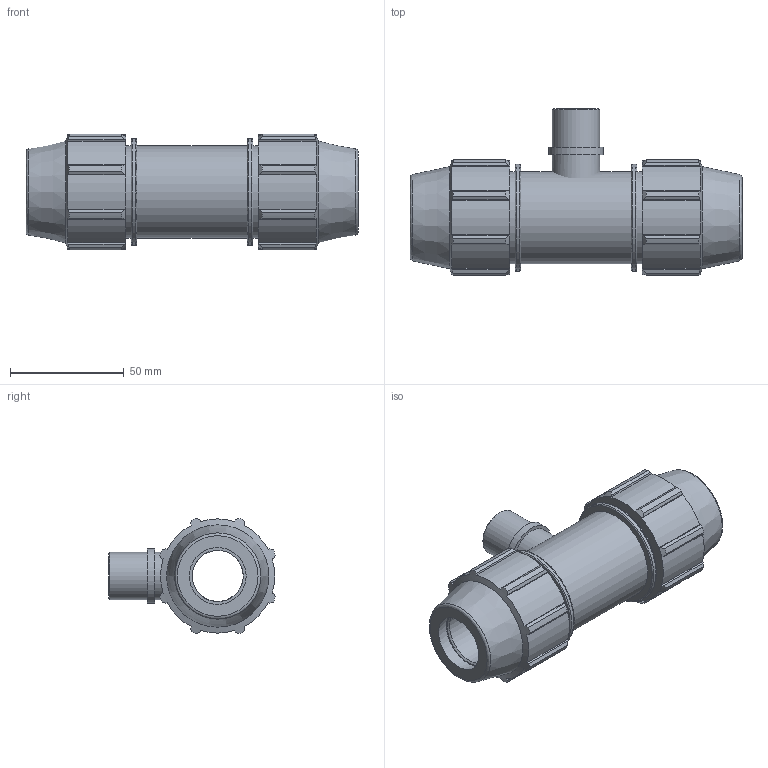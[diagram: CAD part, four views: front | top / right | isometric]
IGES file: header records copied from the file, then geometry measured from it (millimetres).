
Global section: file name: 078400025005_188400025005_0784060250050A.ipt; native system: Autodesk Inventor 2015; preprocessor: unknown; author: Кирилл,,11,0; organization: 20170224.180708; date: 20170606.172415; units: millimetre
Bounding box: 146 x 73.41 x 50.81 mm (x, y, z)
Volume: 166983.1 mm3; surface area: 43210 mm2
Topology: 2 solids, 2 shells, 156 faces, 438 edges, 297 vertices
Faces by surface type: plane 79, cylinder 40, cone 21, revolution 16
Full cylindrical faces by diameter (mm): 20.955 x2, 24.098 x1, 40.5 x3, 46.98 x2
